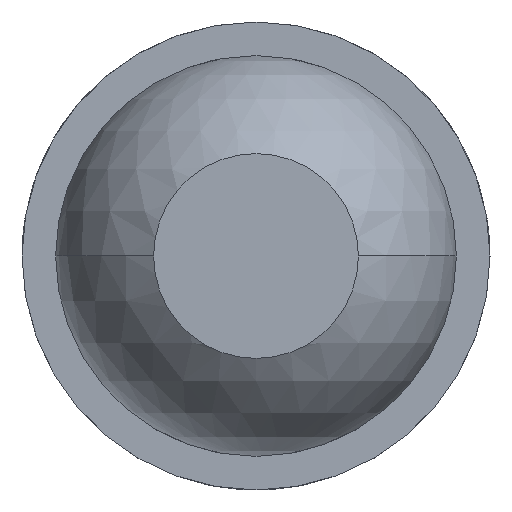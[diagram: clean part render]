
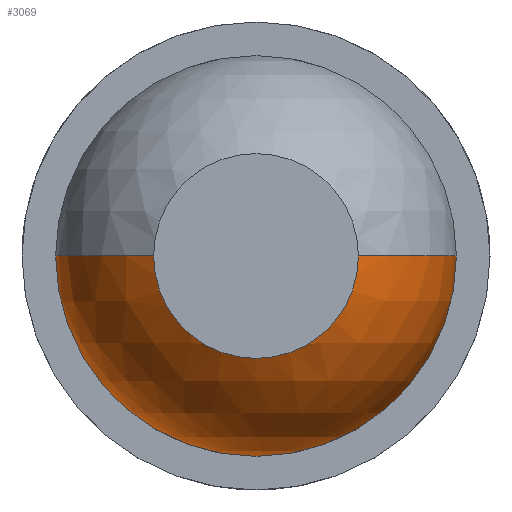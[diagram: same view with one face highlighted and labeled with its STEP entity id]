
A CAD part, front view. The second image highlights one B-rep face of the part: STEP entity #3069.
In plain terms, the highlighted spherical face has radius 0.685 mm.
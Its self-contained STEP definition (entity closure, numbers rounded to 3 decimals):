
#37 = CARTESIAN_POINT ( 'NONE',  ( 0., -30., -0.35 ) ) ;
#60 = VERTEX_POINT ( 'NONE', #37 ) ;
#65 = DIRECTION ( 'NONE',  ( 1., 0., 0. ) ) ;
#131 = CARTESIAN_POINT ( 'NONE',  ( 0., -29.411, 0. ) ) ;
#346 = DIRECTION ( 'NONE',  ( 0., 0., -1. ) ) ;
#552 = VERTEX_POINT ( 'NONE', #3720 ) ;
#598 = DIRECTION ( 'NONE',  ( 0., 1., 0. ) ) ;
#628 = AXIS2_PLACEMENT_3D ( 'NONE', #131, #4354, #65 ) ;
#752 = VERTEX_POINT ( 'NONE', #2362 ) ;
#770 = VERTEX_POINT ( 'NONE', #1383 ) ;
#780 = ORIENTED_EDGE ( 'NONE', *, *, #3135, .F. ) ;
#906 = ORIENTED_EDGE ( 'NONE', *, *, #2171, .F. ) ;
#1116 = VERTEX_POINT ( 'NONE', #3540 ) ;
#1175 = CIRCLE ( 'NONE', #4106, 0.685 ) ;
#1193 = CIRCLE ( 'NONE', #2293, 0.685 ) ;
#1196 = CARTESIAN_POINT ( 'NONE',  ( 0.35, -30., 0. ) ) ;
#1232 = CIRCLE ( 'NONE', #2882, 0.35 ) ;
#1258 = AXIS2_PLACEMENT_3D ( 'NONE', #3802, #3831, #4557 ) ;
#1383 = CARTESIAN_POINT ( 'NONE',  ( 0.685, -29.411, 0. ) ) ;
#1718 = CARTESIAN_POINT ( 'NONE',  ( 0., -29.411, 0. ) ) ;
#1726 = CIRCLE ( 'NONE', #628, 0.685 ) ;
#1886 = EDGE_CURVE ( 'NONE', #2443, #770, #1726, .T. ) ;
#2111 = DIRECTION ( 'NONE',  ( 0., 0., 1. ) ) ;
#2171 = EDGE_CURVE ( 'Defeature ausgef�hrt2_5+Defeature ausgef�hrt2_4+Defeature ausgef�hrt2_4+Defeature ausgef�hrt2_4', #1116, #552, #1175, .T. ) ;
#2293 = AXIS2_PLACEMENT_3D ( 'NONE', #1718, #4234, #2111 ) ;
#2362 = CARTESIAN_POINT ( 'NONE',  ( -0.35, -30., 0. ) ) ;
#2376 = CARTESIAN_POINT ( 'NONE',  ( 0., -29.411, 0. ) ) ;
#2422 = CARTESIAN_POINT ( 'NONE',  ( 0., -29.411, 0. ) ) ;
#2443 = VERTEX_POINT ( 'NONE', #1196 ) ;
#2671 = SPHERICAL_SURFACE ( 'NONE', #3885, 0.685 ) ;
#2768 = AXIS2_PLACEMENT_3D ( 'NONE', #4548, #3424, #3820 ) ;
#2780 = EDGE_CURVE ( 'Defeature ausgef�hrt2_23+Defeature ausgef�hrt2_4+Defeature ausgef�hrt2_4+Defeature ausgef�hrt2_4', #752, #60, #1232, .T. ) ;
#2785 = DIRECTION ( 'NONE',  ( 1., 0., 0. ) ) ;
#2882 = AXIS2_PLACEMENT_3D ( 'NONE', #4001, #3259, #4335 ) ;
#2988 = CIRCLE ( 'NONE', #2768, 0.35 ) ;
#3062 = DIRECTION ( 'NONE',  ( 0., 0., 1. ) ) ;
#3069 = ADVANCED_FACE ( 'Defeature ausgef�hrt2_4', ( #3822 ), #2671, .T. ) ;
#3135 = EDGE_CURVE ( 'Defeature ausgef�hrt2_5+Defeature ausgef�hrt2_4+Defeature ausgef�hrt2_4+Defeature ausgef�hrt2_4', #770, #1116, #1193, .T. ) ;
#3163 = EDGE_LOOP ( 'NONE', ( #4343, #3167, #906, #780, #3618, #3979 ) ) ;
#3167 = ORIENTED_EDGE ( 'NONE', *, *, #4115, .T. ) ;
#3259 = DIRECTION ( 'NONE',  ( 0., -1., 0. ) ) ;
#3402 = EDGE_CURVE ( 'Defeature ausgef�hrt2_23+Defeature ausgef�hrt2_4+Defeature ausgef�hrt2_4+Defeature ausgef�hrt2_4', #60, #2443, #2988, .T. ) ;
#3424 = DIRECTION ( 'NONE',  ( 0., -1., 0. ) ) ;
#3540 = CARTESIAN_POINT ( 'NONE',  ( 0., -29.411, -0.685 ) ) ;
#3618 = ORIENTED_EDGE ( 'NONE', *, *, #1886, .F. ) ;
#3720 = CARTESIAN_POINT ( 'NONE',  ( -0.685, -29.411, 0. ) ) ;
#3802 = CARTESIAN_POINT ( 'NONE',  ( 0., -29.411, 0. ) ) ;
#3820 = DIRECTION ( 'NONE',  ( 0., 0., -1. ) ) ;
#3822 = FACE_OUTER_BOUND ( 'NONE', #3163, .T. ) ;
#3831 = DIRECTION ( 'NONE',  ( 0., 0., -1. ) ) ;
#3855 = CIRCLE ( 'NONE', #1258, 0.685 ) ;
#3885 = AXIS2_PLACEMENT_3D ( 'NONE', #2422, #346, #2785 ) ;
#3979 = ORIENTED_EDGE ( 'NONE', *, *, #3402, .F. ) ;
#4001 = CARTESIAN_POINT ( 'NONE',  ( 0., -30., 0. ) ) ;
#4106 = AXIS2_PLACEMENT_3D ( 'NONE', #2376, #598, #3062 ) ;
#4115 = EDGE_CURVE ( 'NONE', #752, #552, #3855, .T. ) ;
#4234 = DIRECTION ( 'NONE',  ( 0., 1., 0. ) ) ;
#4335 = DIRECTION ( 'NONE',  ( 0., 0., -1. ) ) ;
#4343 = ORIENTED_EDGE ( 'NONE', *, *, #2780, .F. ) ;
#4354 = DIRECTION ( 'NONE',  ( 0., 0., 1. ) ) ;
#4548 = CARTESIAN_POINT ( 'NONE',  ( 0., -30., 0. ) ) ;
#4557 = DIRECTION ( 'NONE',  ( -1., 0., 0. ) ) ;
